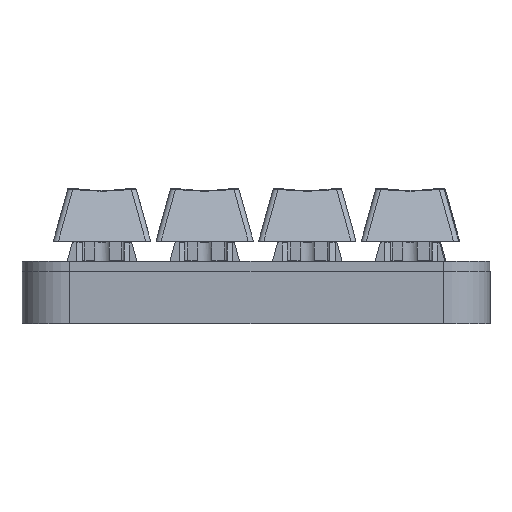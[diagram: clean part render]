
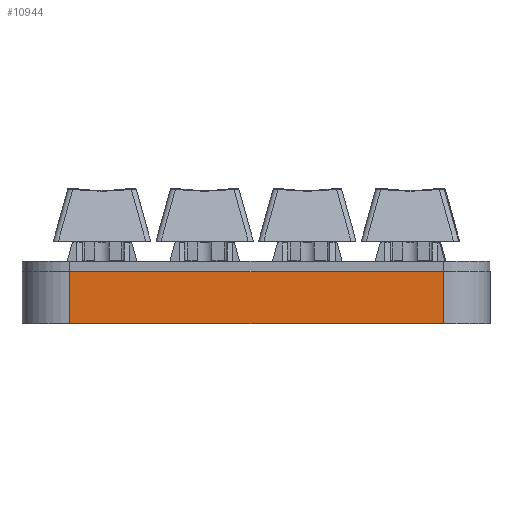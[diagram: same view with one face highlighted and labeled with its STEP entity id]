
A CAD part, front view. The second image highlights one B-rep face of the part: STEP entity #10944.
In plain terms, the highlighted face is planar.
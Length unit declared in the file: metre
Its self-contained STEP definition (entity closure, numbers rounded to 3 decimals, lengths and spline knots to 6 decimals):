
#1271=PLANE('',#11666);
#2007=LINE('',#16899,#2974);
#2008=LINE('',#16902,#2975);
#2009=LINE('',#16904,#2976);
#2010=LINE('',#16906,#2977);
#2974=VECTOR('',#13563,1.);
#2975=VECTOR('',#13564,1.);
#2976=VECTOR('',#13565,1.);
#2977=VECTOR('',#13566,1.);
#4549=ORIENTED_EDGE('',*,*,#6621,.T.);
#4550=ORIENTED_EDGE('',*,*,#6622,.T.);
#4551=ORIENTED_EDGE('',*,*,#6623,.F.);
#4552=ORIENTED_EDGE('',*,*,#6624,.F.);
#6621=EDGE_CURVE('',#7757,#7758,#2007,.T.);
#6622=EDGE_CURVE('',#7758,#7759,#2008,.T.);
#6623=EDGE_CURVE('',#7760,#7759,#2009,.T.);
#6624=EDGE_CURVE('',#7757,#7760,#2010,.T.);
#7757=VERTEX_POINT('',#16900);
#7758=VERTEX_POINT('',#16901);
#7759=VERTEX_POINT('',#16903);
#7760=VERTEX_POINT('',#16905);
#8898=EDGE_LOOP('',(#4549,#4550,#4551,#4552));
#9861=FACE_BOUND('',#8898,.T.);
#10944=ADVANCED_FACE('',(#9861),#1271,.F.);
#11666=AXIS2_PLACEMENT_3D('',#16898,#13561,#13562);
#13561=DIRECTION('',(0.,-1.,0.));
#13562=DIRECTION('',(0.,0.,-1.));
#13563=DIRECTION('',(0.,0.,-1.));
#13564=DIRECTION('',(-1.,0.,0.));
#13565=DIRECTION('',(0.,0.,-1.));
#13566=DIRECTION('',(-1.,0.,0.));
#16898=CARTESIAN_POINT('',(-0.034405,0.14081,0.005842));
#16899=CARTESIAN_POINT('',(0.00019,0.14081,0.005842));
#16900=CARTESIAN_POINT('',(0.00019,0.14081,0.005842));
#16901=CARTESIAN_POINT('',(0.00019,0.14081,-0.00381));
#16902=CARTESIAN_POINT('',(-0.034405,0.14081,-0.00381));
#16903=CARTESIAN_POINT('',(-0.069,0.14081,-0.00381));
#16904=CARTESIAN_POINT('',(-0.069,0.14081,0.005842));
#16905=CARTESIAN_POINT('',(-0.069,0.14081,0.005842));
#16906=CARTESIAN_POINT('',(-0.034405,0.14081,0.005842));
